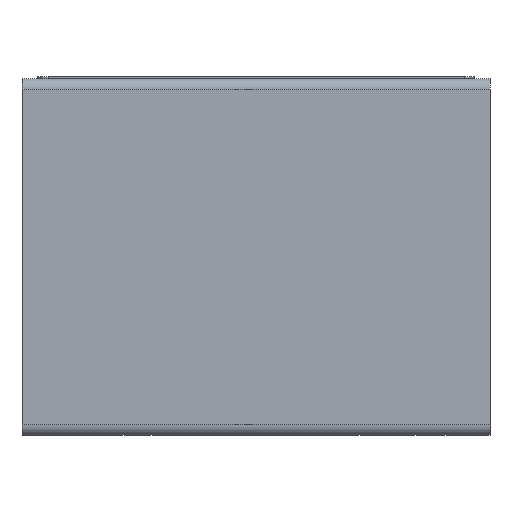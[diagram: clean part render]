
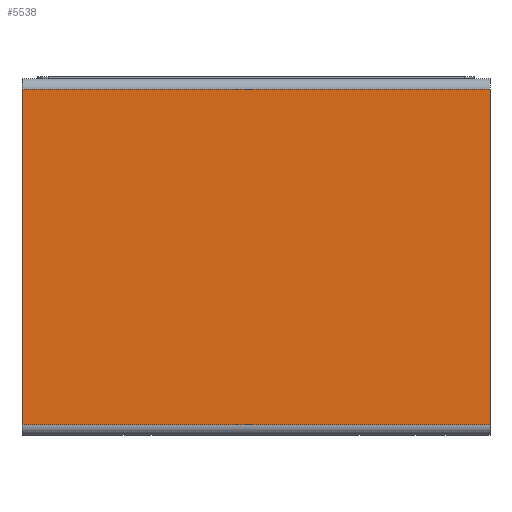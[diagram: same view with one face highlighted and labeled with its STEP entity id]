
A CAD part, left-side view. The second image highlights one B-rep face of the part: STEP entity #5538.
In plain terms, the highlighted planar face has unit normal (-1, 0, 0).
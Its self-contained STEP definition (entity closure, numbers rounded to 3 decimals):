
#358=PLANE('',#6009);
#1066=VERTEX_POINT('',#8784);
#1067=VERTEX_POINT('',#8786);
#1123=VERTEX_POINT('',#8978);
#1124=VERTEX_POINT('',#8982);
#1561=VECTOR('',#7014,1.);
#1623=VECTOR('',#7209,1.);
#1624=VECTOR('',#7211,1.);
#1625=VECTOR('',#7212,1.);
#2110=LINE('',#8785,#1561);
#2172=LINE('',#8979,#1623);
#2173=LINE('',#8981,#1624);
#2174=LINE('',#8983,#1625);
#2834=EDGE_CURVE('',#1066,#1067,#2110,.T.);
#2935=EDGE_CURVE('',#1066,#1123,#2172,.T.);
#2936=EDGE_CURVE('',#1123,#1124,#2173,.F.);
#2937=EDGE_CURVE('',#1067,#1124,#2174,.T.);
#4234=ORIENTED_EDGE('',*,*,#2936,.T.);
#4235=ORIENTED_EDGE('',*,*,#2937,.F.);
#4236=ORIENTED_EDGE('',*,*,#2834,.F.);
#4237=ORIENTED_EDGE('',*,*,#2935,.T.);
#4942=EDGE_LOOP('',(#4234,#4235,#4236,#4237));
#5249=FACE_BOUND('',#4942,.T.);
#5538=ADVANCED_FACE('',(#5249),#358,.T.);
#6009=AXIS2_PLACEMENT_3D('',#8980,#7210,$);
#7014=DIRECTION('',(0.,0.,-1.));
#7209=DIRECTION('',(0.,1.,0.));
#7210=DIRECTION('',(-1.,0.,0.));
#7211=DIRECTION('',(0.,0.,1.));
#7212=DIRECTION('',(0.,1.,0.));
#8784=CARTESIAN_POINT('',(-26.,0.,14.8));
#8785=CARTESIAN_POINT('',(-26.,0.,-0.098));
#8786=CARTESIAN_POINT('',(-26.,0.,-17.5));
#8978=CARTESIAN_POINT('',(-26.,45.,14.8));
#8979=CARTESIAN_POINT('',(-26.,0.,14.8));
#8980=CARTESIAN_POINT('',(-26.,0.,-1.35));
#8981=CARTESIAN_POINT('',(-26.,45.,-0.098));
#8982=CARTESIAN_POINT('',(-26.,45.,-17.5));
#8983=CARTESIAN_POINT('',(-26.,0.,-17.5));
